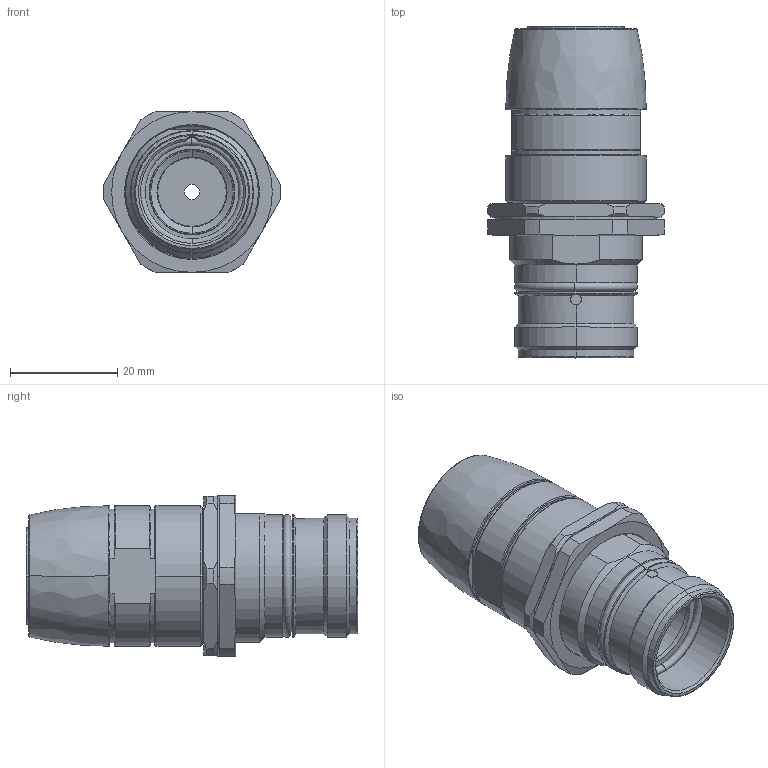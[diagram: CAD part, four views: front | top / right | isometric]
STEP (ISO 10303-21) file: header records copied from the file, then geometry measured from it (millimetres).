
FILE_DESCRIPTION((''),'2;1');
FILE_NAME('PRT0010','2017-08-05T',('ch.chen'),(''),'PRO/ENGINEER BY PARAMETRIC TECHNOLOGY CORPORATION, 2012480','PRO/ENGINEER BY PARAMETRIC TECHNOLOGY CORPORATION, 2012480','');
FILE_SCHEMA(('AUTOMOTIVE_DESIGN { 1 0 10303 214 1 1 1 1 }'));
Length unit declared in the file: millimetre
Products named in the file (1): PRT0010
Bounding box: 32.99 x 61.95 x 30 mm (x, y, z)
Volume: 19281.5 mm3; surface area: 18957.6 mm2
Topology: 1 solids, 3 shells, 333 faces, 834 edges, 524 vertices
Faces by surface type: cylinder 115, plane 95, torus 62, cone 57, bspline 4
Entity records: 11433 total; most frequent: CARTESIAN_POINT 3140, DIRECTION 1820, ORIENTED_EDGE 1668, EDGE_CURVE 834, AXIS2_PLACEMENT_3D 776, VERTEX_POINT 524, CIRCLE 447, EDGE_LOOP 364
